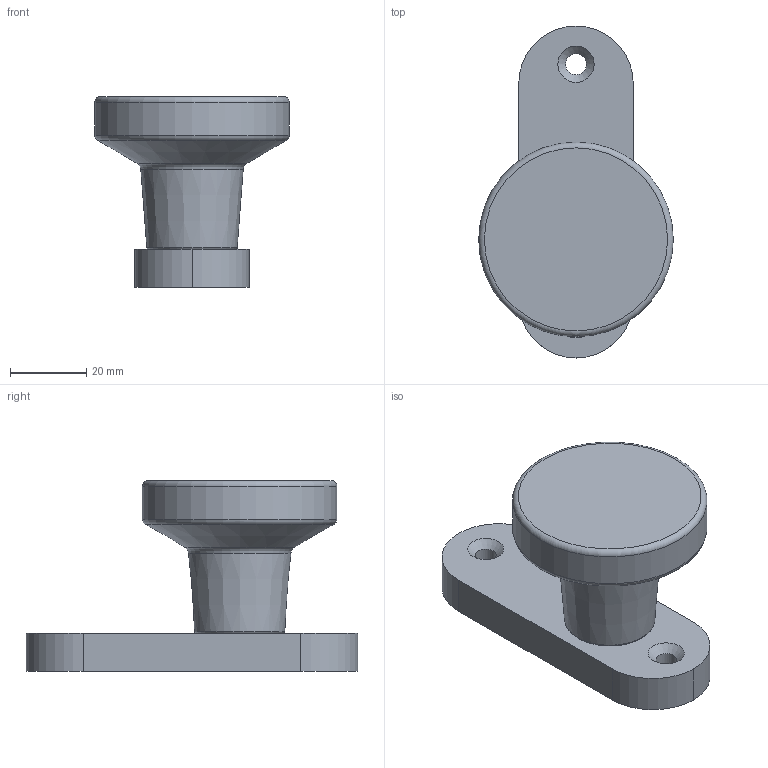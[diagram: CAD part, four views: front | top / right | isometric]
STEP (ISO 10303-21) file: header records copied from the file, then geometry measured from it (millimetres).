
FILE_DESCRIPTION (( 'STEP AP203' ), '1' );
FILE_NAME ('15586.STEP', '2024-11-25T14:52:06', ( '' ), ( '' ), 'SwSTEP 2.0', 'SolidWorks 2018', '' );
FILE_SCHEMA (( 'CONFIG_CONTROL_DESIGN' ));
Length unit declared in the file: millimetre
Products named in the file (3): 15586; 15586 Teil1_15586 Teil1; 15586 Teil2_15586 Teil2
Assembly tree (2 placements, depth 2):
  15586
    15586 Teil1_15586 Teil1
    15586 Teil2_15586 Teil2
Bounding box: 51 x 87 x 50 mm (x, y, z)
Volume: 58490.6 mm3; surface area: 17094.6 mm2
Topology: 2 solids, 2 shells, 259 faces, 687 edges, 456 vertices
Faces by surface type: plane 127, bspline 108, cylinder 12, torus 8, cone 4
Full cylindrical faces by diameter (mm): 5.5 x2, 12.1 x1, 17.8 x1, 20 x1, 25 x1, 26 x1, 51 x1
Entity records: 12934 total; most frequent: CARTESIAN_POINT 7005, ORIENTED_EDGE 1324, DIRECTION 795, EDGE_CURVE 662, VERTEX_POINT 451, VECTOR 409, LINE 409, EDGE_LOOP 309
